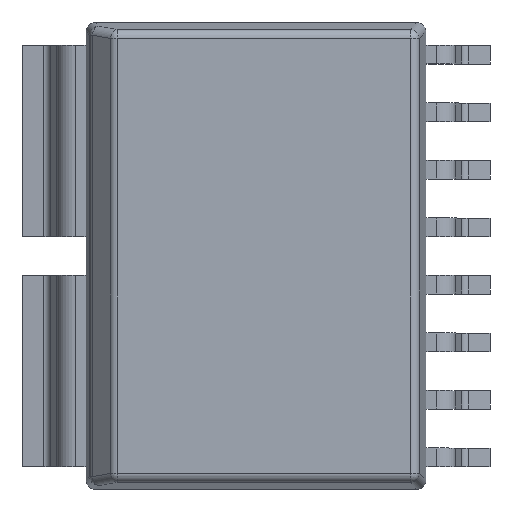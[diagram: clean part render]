
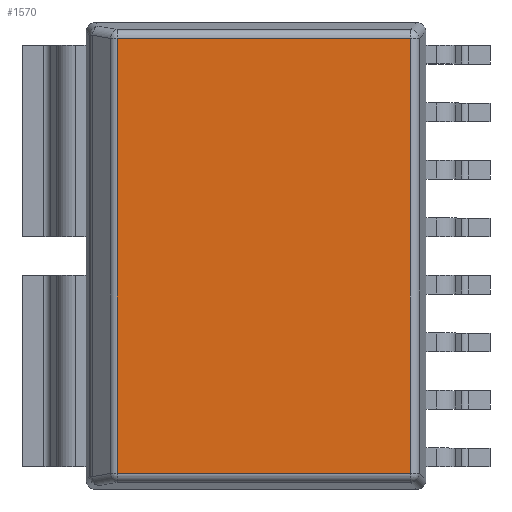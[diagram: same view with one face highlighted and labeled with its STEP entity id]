
A CAD part, top view. The second image highlights one B-rep face of the part: STEP entity #1570.
In plain terms, the highlighted face is planar.
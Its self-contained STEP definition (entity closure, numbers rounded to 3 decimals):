
#389=DIRECTION('',(0.,0.,-1.));
#390=VECTOR('',#389,6.472);
#391=CARTESIAN_POINT('',(4.803,1.018,3.403));
#392=LINE('',#391,#390);
#403=DIRECTION('',(1.,0.,0.));
#404=VECTOR('',#403,9.605);
#405=CARTESIAN_POINT('',(-4.803,1.018,-3.069));
#406=LINE('',#405,#404);
#441=DIRECTION('',(0.,0.,1.));
#442=VECTOR('',#441,6.472);
#443=CARTESIAN_POINT('',(-4.803,1.018,-3.069));
#444=LINE('',#443,#442);
#479=DIRECTION('',(1.,0.,0.));
#480=VECTOR('',#479,9.605);
#481=CARTESIAN_POINT('',(-4.803,1.018,3.403));
#482=LINE('',#481,#480);
#1193=CARTESIAN_POINT('',(-4.803,1.018,3.403));
#1194=CARTESIAN_POINT('',(4.803,1.018,3.403));
#1195=VERTEX_POINT('',#1193);
#1196=VERTEX_POINT('',#1194);
#1261=CARTESIAN_POINT('',(-4.803,1.018,-3.069));
#1262=VERTEX_POINT('',#1261);
#1263=CARTESIAN_POINT('',(4.803,1.018,-3.069));
#1264=VERTEX_POINT('',#1263);
#1556=CARTESIAN_POINT('',(0.,1.018,0.));
#1557=DIRECTION('',(0.,1.,0.));
#1558=DIRECTION('',(1.,0.,0.));
#1559=AXIS2_PLACEMENT_3D('',#1556,#1557,#1558);
#1560=PLANE('',#1559);
#1562=ORIENTED_EDGE('',*,*,#1561,.T.);
#1563=ORIENTED_EDGE('',*,*,#1546,.F.);
#1565=ORIENTED_EDGE('',*,*,#1564,.F.);
#1567=ORIENTED_EDGE('',*,*,#1566,.F.);
#1568=EDGE_LOOP('',(#1562,#1563,#1565,#1567));
#1569=FACE_OUTER_BOUND('',#1568,.F.);
#1570=ADVANCED_FACE('',(#1569),#1560,.T.);
#1546=EDGE_CURVE('',#1196,#1264,#392,.T.);
#1561=EDGE_CURVE('',#1262,#1264,#406,.T.);
#1564=EDGE_CURVE('',#1195,#1196,#482,.T.);
#1566=EDGE_CURVE('',#1262,#1195,#444,.T.);
